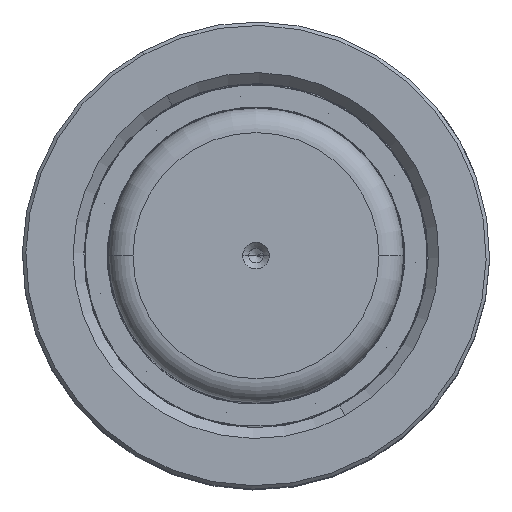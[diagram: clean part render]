
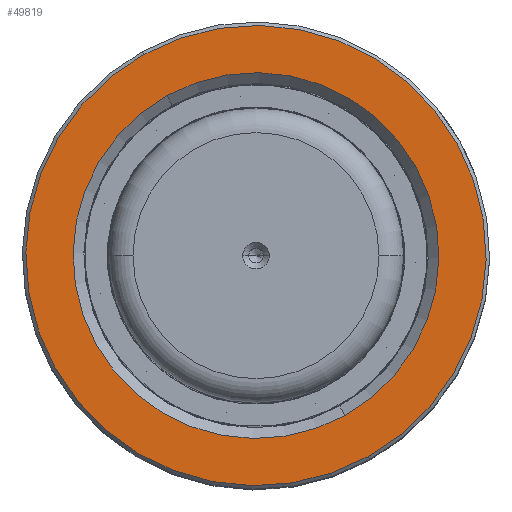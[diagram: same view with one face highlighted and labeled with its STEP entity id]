
A CAD part, top view. The second image highlights one B-rep face of the part: STEP entity #49819.
In plain terms, the highlighted planar face has unit normal (0, 0, 1).
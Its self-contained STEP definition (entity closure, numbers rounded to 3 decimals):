
#3278 = AXIS2_PLACEMENT_3D ( 'NONE', #17233, #12829, #8583 ) ;
#3884 = AXIS2_PLACEMENT_3D ( 'NONE', #8574, #34817, #22275 ) ;
#3979 = DIRECTION ( 'NONE',  ( 1., 0., 0. ) ) ;
#7382 = CARTESIAN_POINT ( 'NONE',  ( 0., 0., 100. ) ) ;
#8574 = CARTESIAN_POINT ( 'NONE',  ( 0., 0., 100. ) ) ;
#8583 = DIRECTION ( 'NONE',  ( 1., 0., 0. ) ) ;
#9256 = CARTESIAN_POINT ( 'NONE',  ( 37.2, 0., 100. ) ) ;
#10507 = ORIENTED_EDGE ( 'NONE', *, *, #16690, .T. ) ;
#11210 = DIRECTION ( 'NONE',  ( 0., 0., -1. ) ) ;
#12829 = DIRECTION ( 'NONE',  ( 0., 0., 1. ) ) ;
#15514 = CIRCLE ( 'NONE', #3884, 37.2 ) ;
#16162 = VERTEX_POINT ( 'NONE', #9256 ) ;
#16690 = EDGE_CURVE ( 'NONE', #16162, #51909, #15514, .T. ) ;
#16740 = ORIENTED_EDGE ( 'NONE', *, *, #25297, .T. ) ;
#17233 = CARTESIAN_POINT ( 'NONE',  ( 0., 0., 100. ) ) ;
#17405 = CIRCLE ( 'NONE', #56544, 46.8 ) ;
#18036 = VERTEX_POINT ( 'NONE', #31557 ) ;
#19492 = CIRCLE ( 'NONE', #3278, 46.8 ) ;
#19886 = DIRECTION ( 'NONE',  ( 1., 0., 0. ) ) ;
#21517 = CARTESIAN_POINT ( 'NONE',  ( 0., 0., 100. ) ) ;
#22275 = DIRECTION ( 'NONE',  ( 1., 0., 0. ) ) ;
#22827 = EDGE_LOOP ( 'NONE', ( #16740, #40950 ) ) ;
#25297 = EDGE_CURVE ( 'NONE', #45856, #18036, #19492, .T. ) ;
#26155 = CARTESIAN_POINT ( 'NONE',  ( -37.2, 0., 100. ) ) ;
#26277 = EDGE_CURVE ( 'NONE', #18036, #45856, #17405, .T. ) ;
#26359 = CIRCLE ( 'NONE', #55094, 37.2 ) ;
#26790 = CARTESIAN_POINT ( 'NONE',  ( 0., 0., 100. ) ) ;
#27830 = FACE_BOUND ( 'NONE', #46541, .T. ) ;
#31236 = DIRECTION ( 'NONE',  ( 0., 0., 1. ) ) ;
#31557 = CARTESIAN_POINT ( 'NONE',  ( 46.8, 0., 100. ) ) ;
#34817 = DIRECTION ( 'NONE',  ( 0., 0., -1. ) ) ;
#39647 = ORIENTED_EDGE ( 'NONE', *, *, #46445, .T. ) ;
#40950 = ORIENTED_EDGE ( 'NONE', *, *, #26277, .T. ) ;
#45856 = VERTEX_POINT ( 'NONE', #52560 ) ;
#46445 = EDGE_CURVE ( 'NONE', #51909, #16162, #26359, .T. ) ;
#46541 = EDGE_LOOP ( 'NONE', ( #10507, #39647 ) ) ;
#49819 = ADVANCED_FACE ( 'NONE', ( #54085, #27830 ), #53053, .T. ) ;
#51909 = VERTEX_POINT ( 'NONE', #26155 ) ;
#52397 = DIRECTION ( 'NONE',  ( 0., 0., 1. ) ) ;
#52560 = CARTESIAN_POINT ( 'NONE',  ( -46.8, 0., 100. ) ) ;
#53053 = PLANE ( 'NONE',  #56615 ) ;
#53645 = DIRECTION ( 'NONE',  ( 1., 0., 0. ) ) ;
#54085 = FACE_OUTER_BOUND ( 'NONE', #22827, .T. ) ;
#55094 = AXIS2_PLACEMENT_3D ( 'NONE', #7382, #11210, #19886 ) ;
#56544 = AXIS2_PLACEMENT_3D ( 'NONE', #21517, #52397, #3979 ) ;
#56615 = AXIS2_PLACEMENT_3D ( 'NONE', #26790, #31236, #53645 ) ;
